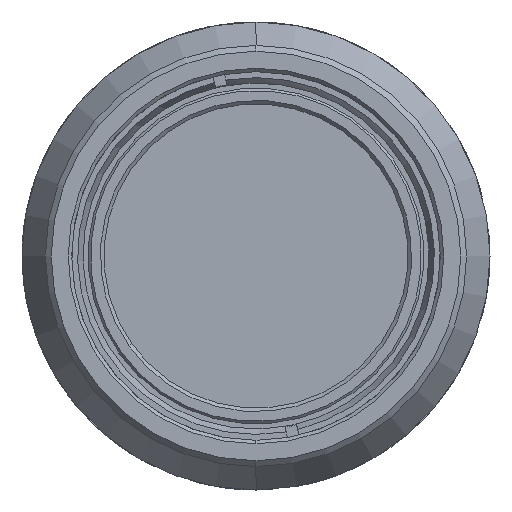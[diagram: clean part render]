
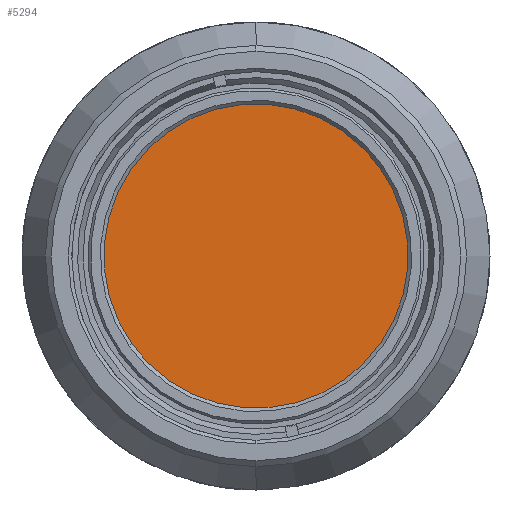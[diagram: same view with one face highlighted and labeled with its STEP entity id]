
A CAD part, left-side view. The second image highlights one B-rep face of the part: STEP entity #5294.
In plain terms, the highlighted planar face has unit normal (-1, 0, 0).
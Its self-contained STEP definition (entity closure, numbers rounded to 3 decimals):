
#292 = FACE_OUTER_BOUND ( 'NONE', #4418, .T. ) ;
#502 = ORIENTED_EDGE ( 'NONE', *, *, #1393, .F. ) ;
#514 = DIRECTION ( 'NONE',  ( 1., 0., 0. ) ) ;
#953 = PLANE ( 'NONE',  #2220 ) ;
#1393 = EDGE_CURVE ( 'NONE', #2845, #3869, #3008, .T. ) ;
#1426 = EDGE_CURVE ( 'NONE', #3869, #2845, #6496, .T. ) ;
#1771 = CARTESIAN_POINT ( 'NONE',  ( 3.621, -10.611, 7.511 ) ) ;
#1913 = CARTESIAN_POINT ( 'NONE',  ( 3.621, 0., 0. ) ) ;
#2220 = AXIS2_PLACEMENT_3D ( 'NONE', #4673, #3601, #4198 ) ;
#2458 = DIRECTION ( 'NONE',  ( 0., 0., 1. ) ) ;
#2845 = VERTEX_POINT ( 'NONE', #1771 ) ;
#2908 = DIRECTION ( 'NONE',  ( 0., 0., 1. ) ) ;
#3008 = CIRCLE ( 'NONE', #5173, 13. ) ;
#3017 = AXIS2_PLACEMENT_3D ( 'NONE', #1913, #5776, #2458 ) ;
#3601 = DIRECTION ( 'NONE',  ( -1., 0., 0. ) ) ;
#3869 = VERTEX_POINT ( 'NONE', #3943 ) ;
#3943 = CARTESIAN_POINT ( 'NONE',  ( 3.621, 10.611, -7.511 ) ) ;
#4198 = DIRECTION ( 'NONE',  ( 0., 0., 1. ) ) ;
#4418 = EDGE_LOOP ( 'NONE', ( #4703, #502 ) ) ;
#4673 = CARTESIAN_POINT ( 'NONE',  ( 3.621, 0., 0. ) ) ;
#4703 = ORIENTED_EDGE ( 'NONE', *, *, #1426, .F. ) ;
#5173 = AXIS2_PLACEMENT_3D ( 'NONE', #6513, #514, #2908 ) ;
#5294 = ADVANCED_FACE ( 'NONE', ( #292 ), #953, .T. ) ;
#5776 = DIRECTION ( 'NONE',  ( 1., 0., 0. ) ) ;
#6496 = CIRCLE ( 'NONE', #3017, 13. ) ;
#6513 = CARTESIAN_POINT ( 'NONE',  ( 3.621, 0., 0. ) ) ;
